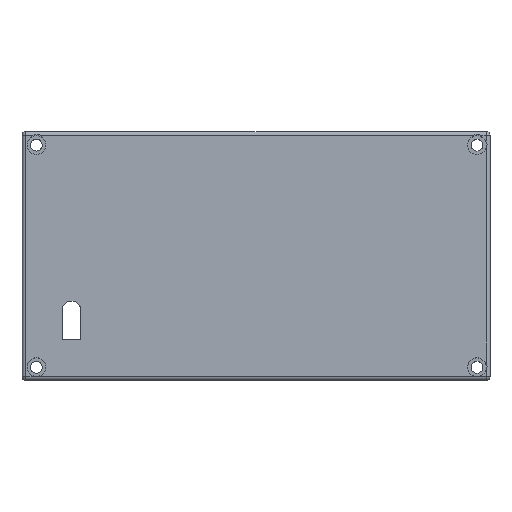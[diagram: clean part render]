
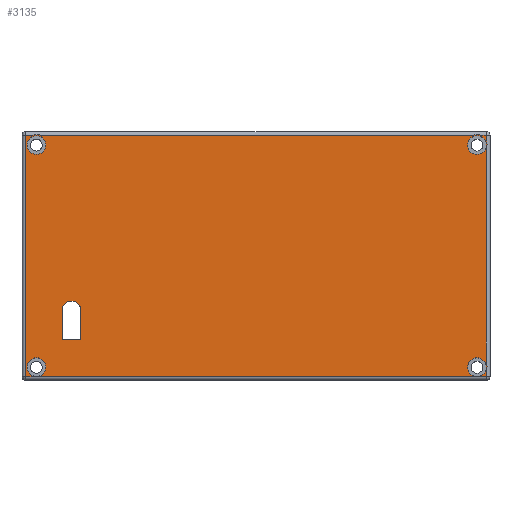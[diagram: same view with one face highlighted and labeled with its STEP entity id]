
A CAD part, top view. The second image highlights one B-rep face of the part: STEP entity #3135.
In plain terms, the highlighted planar face has unit normal (0, 0, 1).
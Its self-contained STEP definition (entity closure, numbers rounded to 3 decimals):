
#79=FACE_BOUND('',#697,.T.);
#80=FACE_BOUND('',#698,.T.);
#81=FACE_BOUND('',#699,.T.);
#82=FACE_BOUND('',#700,.T.);
#83=FACE_BOUND('',#701,.T.);
#86=CIRCLE('',#3224,5.1);
#89=CIRCLE('',#3229,5.1);
#92=CIRCLE('',#3234,5.1);
#95=CIRCLE('',#3239,5.1);
#102=CIRCLE('',#3252,5.5);
#103=CIRCLE('',#3254,5.5);
#104=CIRCLE('',#3256,5.5);
#105=CIRCLE('',#3258,5.5);
#106=CIRCLE('',#3260,5.5);
#107=CIRCLE('',#3262,5.5);
#481=FACE_OUTER_BOUND('',#696,.T.);
#696=EDGE_LOOP('',(#2755,#2756,#2757,#2758,#2759,#2760,#2761,#2762,#2763,
#2764,#2765,#2766,#2767,#2768,#2769,#2770));
#697=EDGE_LOOP('',(#2771));
#698=EDGE_LOOP('',(#2772));
#699=EDGE_LOOP('',(#2773));
#700=EDGE_LOOP('',(#2774));
#701=EDGE_LOOP('',(#2775,#2776,#2777,#2778,#2779,#2780));
#872=LINE('',#4962,#1153);
#881=LINE('',#4980,#1162);
#899=LINE('',#5079,#1180);
#904=LINE('',#5088,#1185);
#941=LINE('',#5255,#1222);
#943=LINE('',#5258,#1224);
#960=LINE('',#5336,#1241);
#962=LINE('',#5339,#1243);
#964=LINE('',#5341,#1245);
#965=LINE('',#5342,#1246);
#970=LINE('',#5356,#1251);
#972=LINE('',#5358,#1253);
#973=LINE('',#5359,#1254);
#974=LINE('',#5361,#1255);
#976=LINE('',#5363,#1257);
#977=LINE('',#5364,#1258);
#1153=VECTOR('',#3919,10.);
#1162=VECTOR('',#3934,10.);
#1180=VECTOR('',#4024,10.);
#1185=VECTOR('',#4031,10.);
#1222=VECTOR('',#4260,10.);
#1224=VECTOR('',#4264,10.);
#1241=VECTOR('',#4347,10.);
#1243=VECTOR('',#4351,10.);
#1245=VECTOR('',#4353,10.);
#1246=VECTOR('',#4354,10.);
#1251=VECTOR('',#4369,10.);
#1253=VECTOR('',#4371,10.);
#1254=VECTOR('',#4372,10.);
#1255=VECTOR('',#4375,10.);
#1257=VECTOR('',#4377,10.);
#1258=VECTOR('',#4378,10.);
#1358=VERTEX_POINT('',#4737);
#1361=VERTEX_POINT('',#4746);
#1364=VERTEX_POINT('',#4755);
#1367=VERTEX_POINT('',#4764);
#1374=VERTEX_POINT('',#4789);
#1375=VERTEX_POINT('',#4790);
#1376=VERTEX_POINT('',#4800);
#1377=VERTEX_POINT('',#4801);
#1378=VERTEX_POINT('',#4811);
#1379=VERTEX_POINT('',#4812);
#1380=VERTEX_POINT('',#4822);
#1381=VERTEX_POINT('',#4823);
#1382=VERTEX_POINT('',#4833);
#1383=VERTEX_POINT('',#4834);
#1384=VERTEX_POINT('',#4844);
#1385=VERTEX_POINT('',#4845);
#1422=VERTEX_POINT('',#4959);
#1423=VERTEX_POINT('',#4961);
#1429=VERTEX_POINT('',#4978);
#1454=VERTEX_POINT('',#5077);
#1457=VERTEX_POINT('',#5086);
#1491=VERTEX_POINT('',#5254);
#1508=VERTEX_POINT('',#5308);
#1513=VERTEX_POINT('',#5318);
#1514=VERTEX_POINT('',#5322);
#1519=VERTEX_POINT('',#5332);
#1667=EDGE_CURVE('',#1358,#1358,#86,.T.);
#1671=EDGE_CURVE('',#1361,#1361,#89,.T.);
#1675=EDGE_CURVE('',#1364,#1364,#92,.T.);
#1679=EDGE_CURVE('',#1367,#1367,#95,.T.);
#1692=EDGE_CURVE('',#1375,#1374,#102,.T.);
#1694=EDGE_CURVE('',#1377,#1376,#103,.T.);
#1696=EDGE_CURVE('',#1379,#1378,#104,.T.);
#1698=EDGE_CURVE('',#1381,#1380,#105,.T.);
#1700=EDGE_CURVE('',#1383,#1382,#106,.T.);
#1702=EDGE_CURVE('',#1385,#1384,#107,.T.);
#1747=EDGE_CURVE('',#1422,#1423,#872,.T.);
#1757=EDGE_CURVE('',#1422,#1429,#881,.T.);
#1798=EDGE_CURVE('',#1429,#1454,#899,.T.);
#1803=EDGE_CURVE('',#1454,#1457,#904,.T.);
#1885=EDGE_CURVE('',#1491,#1423,#941,.T.);
#1887=EDGE_CURVE('',#1457,#1491,#943,.T.);
#1924=EDGE_CURVE('',#1514,#1519,#960,.T.);
#1926=EDGE_CURVE('',#1385,#1513,#962,.T.);
#1928=EDGE_CURVE('',#1519,#1374,#964,.T.);
#1929=EDGE_CURVE('',#1375,#1384,#965,.T.);
#1936=EDGE_CURVE('',#1381,#1514,#970,.T.);
#1938=EDGE_CURVE('',#1508,#1376,#972,.T.);
#1939=EDGE_CURVE('',#1377,#1380,#973,.T.);
#1940=EDGE_CURVE('',#1379,#1508,#974,.T.);
#1942=EDGE_CURVE('',#1513,#1382,#976,.T.);
#1943=EDGE_CURVE('',#1383,#1378,#977,.T.);
#2755=ORIENTED_EDGE('',*,*,#1938,.F.);
#2756=ORIENTED_EDGE('',*,*,#1940,.F.);
#2757=ORIENTED_EDGE('',*,*,#1696,.T.);
#2758=ORIENTED_EDGE('',*,*,#1943,.F.);
#2759=ORIENTED_EDGE('',*,*,#1700,.T.);
#2760=ORIENTED_EDGE('',*,*,#1942,.F.);
#2761=ORIENTED_EDGE('',*,*,#1926,.F.);
#2762=ORIENTED_EDGE('',*,*,#1702,.T.);
#2763=ORIENTED_EDGE('',*,*,#1929,.F.);
#2764=ORIENTED_EDGE('',*,*,#1692,.T.);
#2765=ORIENTED_EDGE('',*,*,#1928,.F.);
#2766=ORIENTED_EDGE('',*,*,#1924,.F.);
#2767=ORIENTED_EDGE('',*,*,#1936,.F.);
#2768=ORIENTED_EDGE('',*,*,#1698,.T.);
#2769=ORIENTED_EDGE('',*,*,#1939,.F.);
#2770=ORIENTED_EDGE('',*,*,#1694,.T.);
#2771=ORIENTED_EDGE('',*,*,#1667,.T.);
#2772=ORIENTED_EDGE('',*,*,#1671,.T.);
#2773=ORIENTED_EDGE('',*,*,#1675,.T.);
#2774=ORIENTED_EDGE('',*,*,#1679,.T.);
#2775=ORIENTED_EDGE('',*,*,#1803,.T.);
#2776=ORIENTED_EDGE('',*,*,#1887,.T.);
#2777=ORIENTED_EDGE('',*,*,#1885,.T.);
#2778=ORIENTED_EDGE('',*,*,#1747,.F.);
#2779=ORIENTED_EDGE('',*,*,#1757,.T.);
#2780=ORIENTED_EDGE('',*,*,#1798,.T.);
#2951=PLANE('',#3483);
#3135=ADVANCED_FACE('',(#481,#79,#80,#81,#82,#83),#2951,.F.);
#3224=AXIS2_PLACEMENT_3D('',#4738,#3751,#3752);
#3229=AXIS2_PLACEMENT_3D('',#4747,#3762,#3763);
#3234=AXIS2_PLACEMENT_3D('',#4756,#3773,#3774);
#3239=AXIS2_PLACEMENT_3D('',#4765,#3784,#3785);
#3252=AXIS2_PLACEMENT_3D('',#4798,#3815,#3816);
#3254=AXIS2_PLACEMENT_3D('',#4809,#3819,#3820);
#3256=AXIS2_PLACEMENT_3D('',#4820,#3823,#3824);
#3258=AXIS2_PLACEMENT_3D('',#4831,#3827,#3828);
#3260=AXIS2_PLACEMENT_3D('',#4842,#3831,#3832);
#3262=AXIS2_PLACEMENT_3D('',#4853,#3835,#3836);
#3483=AXIS2_PLACEMENT_3D('',#5400,#4413,#4414);
#3751=DIRECTION('center_axis',(0.,0.,-1.));
#3752=DIRECTION('ref_axis',(-1.,0.,0.));
#3762=DIRECTION('center_axis',(0.,0.,-1.));
#3763=DIRECTION('ref_axis',(-1.,0.,0.));
#3773=DIRECTION('center_axis',(0.,0.,-1.));
#3774=DIRECTION('ref_axis',(-1.,0.,0.));
#3784=DIRECTION('center_axis',(0.,0.,-1.));
#3785=DIRECTION('ref_axis',(-1.,0.,0.));
#3815=DIRECTION('center_axis',(0.,0.,1.));
#3816=DIRECTION('ref_axis',(-1.,0.,0.));
#3819=DIRECTION('center_axis',(0.,0.,1.));
#3820=DIRECTION('ref_axis',(-1.,0.,0.));
#3823=DIRECTION('center_axis',(0.,0.,1.));
#3824=DIRECTION('ref_axis',(-1.,0.,0.));
#3827=DIRECTION('center_axis',(0.,0.,1.));
#3828=DIRECTION('ref_axis',(-1.,0.,0.));
#3831=DIRECTION('center_axis',(0.,0.,1.));
#3832=DIRECTION('ref_axis',(-1.,0.,0.));
#3835=DIRECTION('center_axis',(0.,0.,1.));
#3836=DIRECTION('ref_axis',(-1.,0.,0.));
#3919=DIRECTION('',(-0.707,0.707,0.));
#3934=DIRECTION('',(0.,-1.,0.));
#4024=DIRECTION('',(-1.,0.,0.));
#4031=DIRECTION('',(0.,1.,0.));
#4260=DIRECTION('',(1.,0.,0.));
#4264=DIRECTION('',(0.707,0.707,0.));
#4347=DIRECTION('',(0.,1.,0.));
#4351=DIRECTION('',(1.,0.,0.));
#4353=DIRECTION('',(1.,0.,0.));
#4354=DIRECTION('',(1.,0.,0.));
#4369=DIRECTION('',(-1.,0.,0.));
#4371=DIRECTION('',(-1.,0.,0.));
#4372=DIRECTION('',(-1.,0.,0.));
#4375=DIRECTION('',(0.,-1.,0.));
#4377=DIRECTION('',(0.,-1.,0.));
#4378=DIRECTION('',(0.,-1.,0.));
#4413=DIRECTION('center_axis',(0.,0.,-1.));
#4414=DIRECTION('ref_axis',(1.,0.,0.));
#4737=CARTESIAN_POINT('',(245.974,120.626,155.));
#4738=CARTESIAN_POINT('Origin',(240.874,120.626,155.));
#4746=CARTESIAN_POINT('',(4.974,120.626,155.));
#4747=CARTESIAN_POINT('Origin',(-0.126,120.626,155.));
#4755=CARTESIAN_POINT('',(245.974,-0.874,155.));
#4756=CARTESIAN_POINT('Origin',(240.874,-0.874,155.));
#4764=CARTESIAN_POINT('',(4.974,-0.874,155.));
#4765=CARTESIAN_POINT('Origin',(-0.126,-0.874,155.));
#4789=CARTESIAN_POINT('',(-2.119,126.,155.));
#4790=CARTESIAN_POINT('',(1.867,126.,155.));
#4798=CARTESIAN_POINT('Origin',(-0.126,120.874,155.));
#4800=CARTESIAN_POINT('',(242.045,-6.,155.));
#4801=CARTESIAN_POINT('',(239.703,-6.,155.));
#4809=CARTESIAN_POINT('Origin',(240.874,-0.626,155.));
#4811=CARTESIAN_POINT('',(246.,1.367,155.));
#4812=CARTESIAN_POINT('',(246.,-2.619,155.));
#4820=CARTESIAN_POINT('Origin',(240.874,-0.626,155.));
#4822=CARTESIAN_POINT('',(1.045,-6.,155.));
#4823=CARTESIAN_POINT('',(-1.297,-6.,155.));
#4831=CARTESIAN_POINT('Origin',(-0.126,-0.626,155.));
#4833=CARTESIAN_POINT('',(246.,122.867,155.));
#4834=CARTESIAN_POINT('',(246.,118.881,155.));
#4842=CARTESIAN_POINT('Origin',(240.874,120.874,155.));
#4844=CARTESIAN_POINT('',(238.881,126.,155.));
#4845=CARTESIAN_POINT('',(242.867,126.,155.));
#4853=CARTESIAN_POINT('Origin',(240.874,120.874,155.));
#4959=CARTESIAN_POINT('',(24.1,32.1,155.));
#4961=CARTESIAN_POINT('',(21.1,35.1,155.));
#4962=CARTESIAN_POINT('',(39.6,16.6,155.));
#4978=CARTESIAN_POINT('',(24.1,14.,155.));
#4980=CARTESIAN_POINT('',(24.1,46.05,155.));
#5077=CARTESIAN_POINT('',(14.,14.,155.));
#5079=CARTESIAN_POINT('',(72.05,14.,155.));
#5086=CARTESIAN_POINT('',(14.,32.1,155.));
#5088=CARTESIAN_POINT('',(14.,30.85,155.));
#5254=CARTESIAN_POINT('',(17.,35.1,155.));
#5255=CARTESIAN_POINT('',(68.5,35.1,155.));
#5258=CARTESIAN_POINT('',(47.475,65.575,155.));
#5308=CARTESIAN_POINT('',(246.,-6.,155.));
#5318=CARTESIAN_POINT('',(246.,126.,155.));
#5322=CARTESIAN_POINT('',(-6.,-6.,155.));
#5332=CARTESIAN_POINT('',(-6.,126.,155.));
#5336=CARTESIAN_POINT('',(-6.,26.,155.));
#5339=CARTESIAN_POINT('',(56.,126.,155.));
#5341=CARTESIAN_POINT('',(56.,126.,155.));
#5342=CARTESIAN_POINT('',(56.,126.,155.));
#5356=CARTESIAN_POINT('',(184.,-6.,155.));
#5358=CARTESIAN_POINT('',(184.,-6.,155.));
#5359=CARTESIAN_POINT('',(184.,-6.,155.));
#5361=CARTESIAN_POINT('',(246.,94.,155.));
#5363=CARTESIAN_POINT('',(246.,94.,155.));
#5364=CARTESIAN_POINT('',(246.,94.,155.));
#5400=CARTESIAN_POINT('Origin',(120.,60.,155.));
